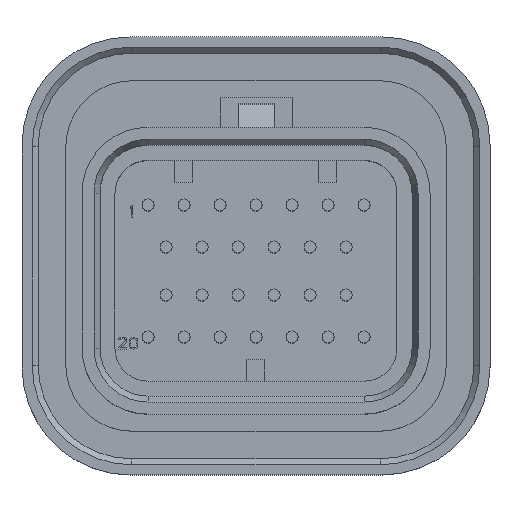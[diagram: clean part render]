
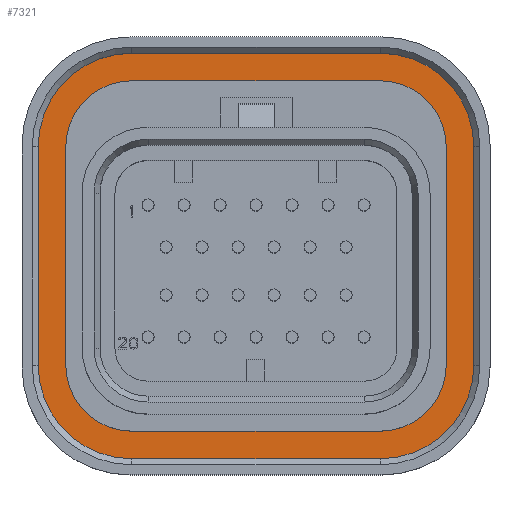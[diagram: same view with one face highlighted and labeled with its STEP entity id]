
A CAD part, top view. The second image highlights one B-rep face of the part: STEP entity #7321.
In plain terms, the highlighted planar face has unit normal (0, 0, 1).
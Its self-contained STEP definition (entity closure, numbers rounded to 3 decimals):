
#2100=CARTESIAN_POINT('',(-10.35,10.35,4.3));
#2101=DIRECTION('',(0.,0.,1.));
#2102=DIRECTION('',(0.,1.,0.));
#2103=AXIS2_PLACEMENT_3D('',#2100,#2101,#2102);
#2105=DIRECTION('',(-1.,0.,0.));
#2106=VECTOR('',#2105,20.7);
#2107=CARTESIAN_POINT('',(10.35,18.15,4.3));
#2108=LINE('',#2107,#2106);
#2109=CARTESIAN_POINT('',(10.35,10.35,4.3));
#2110=DIRECTION('',(0.,0.,1.));
#2111=DIRECTION('',(1.,0.,0.));
#2112=AXIS2_PLACEMENT_3D('',#2109,#2110,#2111);
#2114=DIRECTION('',(0.,1.,0.));
#2115=VECTOR('',#2114,18.2);
#2116=CARTESIAN_POINT('',(18.15,-7.85,4.3));
#2117=LINE('',#2116,#2115);
#2118=CARTESIAN_POINT('',(10.35,-7.85,4.3));
#2119=DIRECTION('',(0.,0.,1.));
#2120=DIRECTION('',(0.,-1.,0.));
#2121=AXIS2_PLACEMENT_3D('',#2118,#2119,#2120);
#2123=DIRECTION('',(1.,0.,0.));
#2124=VECTOR('',#2123,20.7);
#2125=CARTESIAN_POINT('',(-10.35,-15.65,4.3));
#2126=LINE('',#2125,#2124);
#2127=CARTESIAN_POINT('',(-10.35,-7.85,4.3));
#2128=DIRECTION('',(0.,0.,1.));
#2129=DIRECTION('',(-1.,0.,0.));
#2130=AXIS2_PLACEMENT_3D('',#2127,#2128,#2129);
#2132=DIRECTION('',(0.,-1.,0.));
#2133=VECTOR('',#2132,18.2);
#2134=CARTESIAN_POINT('',(-18.15,10.35,4.3));
#2135=LINE('',#2134,#2133);
#2136=DIRECTION('',(1.,0.,0.));
#2137=VECTOR('',#2136,20.7);
#2138=CARTESIAN_POINT('',(-10.35,15.85,4.3));
#2139=LINE('',#2138,#2137);
#2140=CARTESIAN_POINT('',(-10.35,10.35,4.3));
#2141=DIRECTION('',(0.,0.,-1.));
#2142=DIRECTION('',(-1.,0.,0.));
#2143=AXIS2_PLACEMENT_3D('',#2140,#2141,#2142);
#2145=DIRECTION('',(0.,1.,0.));
#2146=VECTOR('',#2145,18.2);
#2147=CARTESIAN_POINT('',(-15.85,-7.85,4.3));
#2148=LINE('',#2147,#2146);
#2149=CARTESIAN_POINT('',(-10.35,-7.85,4.3));
#2150=DIRECTION('',(0.,0.,-1.));
#2151=DIRECTION('',(0.,-1.,0.));
#2152=AXIS2_PLACEMENT_3D('',#2149,#2150,#2151);
#2154=DIRECTION('',(-1.,0.,0.));
#2155=VECTOR('',#2154,20.7);
#2156=CARTESIAN_POINT('',(10.35,-13.35,4.3));
#2157=LINE('',#2156,#2155);
#2158=CARTESIAN_POINT('',(10.35,-7.85,4.3));
#2159=DIRECTION('',(0.,0.,-1.));
#2160=DIRECTION('',(1.,0.,0.));
#2161=AXIS2_PLACEMENT_3D('',#2158,#2159,#2160);
#2163=DIRECTION('',(0.,-1.,0.));
#2164=VECTOR('',#2163,18.2);
#2165=CARTESIAN_POINT('',(15.85,10.35,4.3));
#2166=LINE('',#2165,#2164);
#2167=CARTESIAN_POINT('',(10.35,10.35,4.3));
#2168=DIRECTION('',(0.,0.,-1.));
#2169=DIRECTION('',(0.,1.,0.));
#2170=AXIS2_PLACEMENT_3D('',#2167,#2168,#2169);
#3921=CARTESIAN_POINT('',(-10.35,18.15,4.3));
#3922=CARTESIAN_POINT('',(-18.15,10.35,4.3));
#3923=VERTEX_POINT('',#3921);
#3924=VERTEX_POINT('',#3922);
#3925=CARTESIAN_POINT('',(-18.15,-7.85,4.3));
#3926=VERTEX_POINT('',#3925);
#3927=CARTESIAN_POINT('',(-10.35,-15.65,4.3));
#3928=VERTEX_POINT('',#3927);
#3929=CARTESIAN_POINT('',(10.35,-15.65,4.3));
#3930=VERTEX_POINT('',#3929);
#3931=CARTESIAN_POINT('',(18.15,-7.85,4.3));
#3932=VERTEX_POINT('',#3931);
#3933=CARTESIAN_POINT('',(18.15,10.35,4.3));
#3934=VERTEX_POINT('',#3933);
#3935=CARTESIAN_POINT('',(10.35,18.15,4.3));
#3936=VERTEX_POINT('',#3935);
#3937=CARTESIAN_POINT('',(-10.35,15.85,4.3));
#3938=CARTESIAN_POINT('',(10.35,15.85,4.3));
#3939=VERTEX_POINT('',#3937);
#3940=VERTEX_POINT('',#3938);
#3941=CARTESIAN_POINT('',(15.85,10.35,4.3));
#3942=VERTEX_POINT('',#3941);
#3943=CARTESIAN_POINT('',(15.85,-7.85,4.3));
#3944=VERTEX_POINT('',#3943);
#3945=CARTESIAN_POINT('',(10.35,-13.35,4.3));
#3946=VERTEX_POINT('',#3945);
#3947=CARTESIAN_POINT('',(-10.35,-13.35,4.3));
#3948=VERTEX_POINT('',#3947);
#3949=CARTESIAN_POINT('',(-15.85,-7.85,4.3));
#3950=VERTEX_POINT('',#3949);
#3951=CARTESIAN_POINT('',(-15.85,10.35,4.3));
#3952=VERTEX_POINT('',#3951);
#7288=CARTESIAN_POINT('',(14.5,-6.45,4.3));
#7289=DIRECTION('',(0.,0.,1.));
#7290=DIRECTION('',(1.,0.,0.));
#7291=AXIS2_PLACEMENT_3D('',#7288,#7289,#7290);
#7292=PLANE('',#7291);
#7294=ORIENTED_EDGE('',*,*,#7293,.F.);
#7296=ORIENTED_EDGE('',*,*,#7295,.F.);
#7298=ORIENTED_EDGE('',*,*,#7297,.F.);
#7300=ORIENTED_EDGE('',*,*,#7299,.F.);
#7302=ORIENTED_EDGE('',*,*,#7301,.F.);
#7304=ORIENTED_EDGE('',*,*,#7303,.F.);
#7306=ORIENTED_EDGE('',*,*,#7305,.F.);
#7308=ORIENTED_EDGE('',*,*,#7307,.F.);
#7309=EDGE_LOOP('',(#7294,#7296,#7298,#7300,#7302,#7304,#7306,#7308));
#7310=FACE_OUTER_BOUND('',#7309,.F.);
#7311=ORIENTED_EDGE('',*,*,#7184,.F.);
#7312=ORIENTED_EDGE('',*,*,#7199,.F.);
#7313=ORIENTED_EDGE('',*,*,#7213,.F.);
#7314=ORIENTED_EDGE('',*,*,#7227,.F.);
#7315=ORIENTED_EDGE('',*,*,#7241,.F.);
#7316=ORIENTED_EDGE('',*,*,#7255,.F.);
#7317=ORIENTED_EDGE('',*,*,#7269,.F.);
#7318=ORIENTED_EDGE('',*,*,#7282,.F.);
#7319=EDGE_LOOP('',(#7311,#7312,#7313,#7314,#7315,#7316,#7317,#7318));
#7320=FACE_BOUND('',#7319,.F.);
#2104=CIRCLE('',#2103,7.8);
#2113=CIRCLE('',#2112,7.8);
#2122=CIRCLE('',#2121,7.8);
#2131=CIRCLE('',#2130,7.8);
#2144=CIRCLE('',#2143,5.5);
#2153=CIRCLE('',#2152,5.5);
#2162=CIRCLE('',#2161,5.5);
#2171=CIRCLE('',#2170,5.5);
#7184=EDGE_CURVE('',#3939,#3940,#2139,.T.);
#7199=EDGE_CURVE('',#3952,#3939,#2144,.T.);
#7213=EDGE_CURVE('',#3950,#3952,#2148,.T.);
#7227=EDGE_CURVE('',#3948,#3950,#2153,.T.);
#7241=EDGE_CURVE('',#3946,#3948,#2157,.T.);
#7255=EDGE_CURVE('',#3944,#3946,#2162,.T.);
#7269=EDGE_CURVE('',#3942,#3944,#2166,.T.);
#7282=EDGE_CURVE('',#3940,#3942,#2171,.T.);
#7293=EDGE_CURVE('',#3923,#3924,#2104,.T.);
#7295=EDGE_CURVE('',#3936,#3923,#2108,.T.);
#7297=EDGE_CURVE('',#3934,#3936,#2113,.T.);
#7299=EDGE_CURVE('',#3932,#3934,#2117,.T.);
#7301=EDGE_CURVE('',#3930,#3932,#2122,.T.);
#7303=EDGE_CURVE('',#3928,#3930,#2126,.T.);
#7305=EDGE_CURVE('',#3926,#3928,#2131,.T.);
#7307=EDGE_CURVE('',#3924,#3926,#2135,.T.);
#7321=ADVANCED_FACE('',(#7310,#7320),#7292,.T.);
